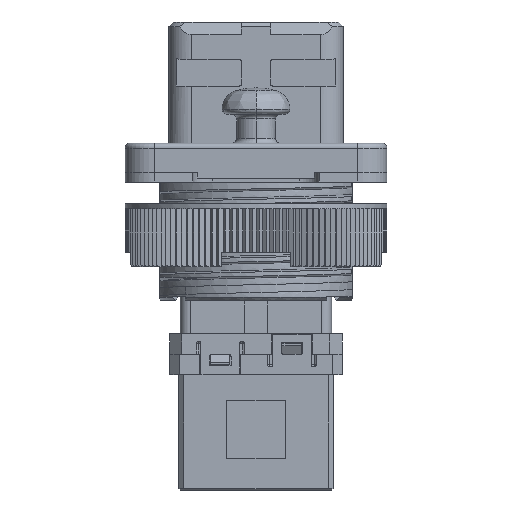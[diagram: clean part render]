
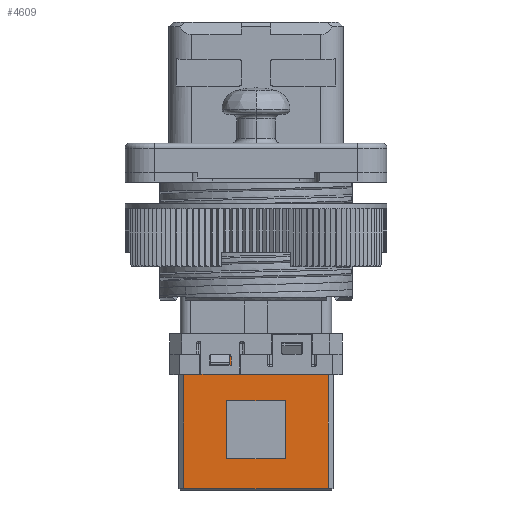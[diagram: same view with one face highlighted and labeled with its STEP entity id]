
A CAD part, left-side view. The second image highlights one B-rep face of the part: STEP entity #4609.
In plain terms, the highlighted planar face has unit normal (-1, 0, 0).
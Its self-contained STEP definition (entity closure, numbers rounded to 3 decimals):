
#4500=AXIS2_PLACEMENT_3D('Plane Axis2P3D',#4497,#4498,#4499) ;
#3305=CARTESIAN_POINT('Vertex',(11.55,19.3,14.)) ;
#3308=CARTESIAN_POINT('Line Origine',(11.55,18.75,14.)) ;
#3312=CARTESIAN_POINT('Vertex',(11.55,18.2,14.)) ;
#3333=CARTESIAN_POINT('Vertex',(11.55,16.2,14.)) ;
#3336=CARTESIAN_POINT('Line Origine',(11.55,15.65,14.)) ;
#3340=CARTESIAN_POINT('Vertex',(11.55,15.1,14.)) ;
#4482=CARTESIAN_POINT('Vertex',(11.55,19.3,11.9)) ;
#4485=CARTESIAN_POINT('Line Origine',(11.55,19.3,12.95)) ;
#4497=CARTESIAN_POINT('Axis2P3D Location',(11.55,21.45,0.)) ;
#4502=CARTESIAN_POINT('Line Origine',(11.55,20.95,6.025)) ;
#4506=CARTESIAN_POINT('Vertex',(11.55,20.95,11.9)) ;
#4508=CARTESIAN_POINT('Vertex',(11.55,20.95,0.15)) ;
#4511=CARTESIAN_POINT('Line Origine',(11.55,13.5,0.15)) ;
#4515=CARTESIAN_POINT('Vertex',(11.55,6.05,0.15)) ;
#4518=CARTESIAN_POINT('Line Origine',(11.55,6.05,6.025)) ;
#4522=CARTESIAN_POINT('Vertex',(11.55,6.05,11.9)) ;
#4525=CARTESIAN_POINT('Line Origine',(11.55,10.575,11.9)) ;
#4529=CARTESIAN_POINT('Vertex',(11.55,15.1,11.9)) ;
#4532=CARTESIAN_POINT('Line Origine',(11.55,15.1,12.95)) ;
#4537=CARTESIAN_POINT('Line Origine',(11.55,16.2,13.45)) ;
#4541=CARTESIAN_POINT('Vertex',(11.55,16.2,12.9)) ;
#4544=CARTESIAN_POINT('Line Origine',(11.55,17.2,12.9)) ;
#4548=CARTESIAN_POINT('Vertex',(11.55,18.2,12.9)) ;
#4551=CARTESIAN_POINT('Line Origine',(11.55,18.2,13.45)) ;
#4556=CARTESIAN_POINT('Line Origine',(11.55,20.125,11.9)) ;
#4575=CARTESIAN_POINT('Line Origine',(11.55,10.5,6.2)) ;
#4579=CARTESIAN_POINT('Vertex',(11.55,10.5,3.2)) ;
#4581=CARTESIAN_POINT('Vertex',(11.55,10.5,9.2)) ;
#4584=CARTESIAN_POINT('Line Origine',(11.55,13.5,3.2)) ;
#4588=CARTESIAN_POINT('Vertex',(11.55,16.5,3.2)) ;
#4591=CARTESIAN_POINT('Line Origine',(11.55,16.5,6.2)) ;
#4595=CARTESIAN_POINT('Vertex',(11.55,16.5,9.2)) ;
#4598=CARTESIAN_POINT('Line Origine',(11.55,13.5,9.2)) ;
#3309=DIRECTION('Vector Direction',(0.,1.,0.)) ;
#3337=DIRECTION('Vector Direction',(0.,1.,0.)) ;
#4486=DIRECTION('Vector Direction',(0.,0.,-1.)) ;
#4498=DIRECTION('Axis2P3D Direction',(1.,0.,0.)) ;
#4499=DIRECTION('Axis2P3D XDirection',(0.,-1.,0.)) ;
#4503=DIRECTION('Vector Direction',(0.,0.,-1.)) ;
#4512=DIRECTION('Vector Direction',(0.,-1.,0.)) ;
#4519=DIRECTION('Vector Direction',(0.,0.,1.)) ;
#4526=DIRECTION('Vector Direction',(0.,1.,0.)) ;
#4533=DIRECTION('Vector Direction',(0.,0.,1.)) ;
#4538=DIRECTION('Vector Direction',(0.,0.,-1.)) ;
#4545=DIRECTION('Vector Direction',(0.,1.,0.)) ;
#4552=DIRECTION('Vector Direction',(0.,0.,1.)) ;
#4557=DIRECTION('Vector Direction',(0.,1.,0.)) ;
#4576=DIRECTION('Vector Direction',(0.,0.,1.)) ;
#4585=DIRECTION('Vector Direction',(0.,-1.,0.)) ;
#4592=DIRECTION('Vector Direction',(0.,0.,-1.)) ;
#4599=DIRECTION('Vector Direction',(0.,1.,0.)) ;
#3310=VECTOR('Line Direction',#3309,1.) ;
#3338=VECTOR('Line Direction',#3337,1.) ;
#4487=VECTOR('Line Direction',#4486,1.) ;
#4504=VECTOR('Line Direction',#4503,1.) ;
#4513=VECTOR('Line Direction',#4512,1.) ;
#4520=VECTOR('Line Direction',#4519,1.) ;
#4527=VECTOR('Line Direction',#4526,1.) ;
#4534=VECTOR('Line Direction',#4533,1.) ;
#4539=VECTOR('Line Direction',#4538,1.) ;
#4546=VECTOR('Line Direction',#4545,1.) ;
#4553=VECTOR('Line Direction',#4552,1.) ;
#4558=VECTOR('Line Direction',#4557,1.) ;
#4577=VECTOR('Line Direction',#4576,1.) ;
#4586=VECTOR('Line Direction',#4585,1.) ;
#4593=VECTOR('Line Direction',#4592,1.) ;
#4600=VECTOR('Line Direction',#4599,1.) ;
#4562=ORIENTED_EDGE('',*,*,#4510,.T.) ;
#4563=ORIENTED_EDGE('',*,*,#4517,.T.) ;
#4564=ORIENTED_EDGE('',*,*,#4524,.T.) ;
#4565=ORIENTED_EDGE('',*,*,#4531,.T.) ;
#4566=ORIENTED_EDGE('',*,*,#4536,.T.) ;
#4567=ORIENTED_EDGE('',*,*,#3342,.T.) ;
#4568=ORIENTED_EDGE('',*,*,#4543,.T.) ;
#4569=ORIENTED_EDGE('',*,*,#4550,.T.) ;
#4570=ORIENTED_EDGE('',*,*,#4555,.T.) ;
#4571=ORIENTED_EDGE('',*,*,#3314,.T.) ;
#4572=ORIENTED_EDGE('',*,*,#4489,.T.) ;
#4573=ORIENTED_EDGE('',*,*,#4560,.T.) ;
#4604=ORIENTED_EDGE('',*,*,#4583,.F.) ;
#4605=ORIENTED_EDGE('',*,*,#4590,.F.) ;
#4606=ORIENTED_EDGE('',*,*,#4597,.F.) ;
#4607=ORIENTED_EDGE('',*,*,#4602,.F.) ;
#4608=FACE_BOUND('',#4603,.T.) ;
#4609=ADVANCED_FACE('Hauptk\X2\00F6\X0\rper',(#4574,#4608),#4501,.F.) ;
#3314=EDGE_CURVE('',#3313,#3306,#3311,.T.) ;
#3342=EDGE_CURVE('',#3341,#3334,#3339,.T.) ;
#4489=EDGE_CURVE('',#3306,#4483,#4488,.T.) ;
#4510=EDGE_CURVE('',#4507,#4509,#4505,.T.) ;
#4517=EDGE_CURVE('',#4509,#4516,#4514,.T.) ;
#4524=EDGE_CURVE('',#4516,#4523,#4521,.T.) ;
#4531=EDGE_CURVE('',#4523,#4530,#4528,.T.) ;
#4536=EDGE_CURVE('',#4530,#3341,#4535,.T.) ;
#4543=EDGE_CURVE('',#3334,#4542,#4540,.T.) ;
#4550=EDGE_CURVE('',#4542,#4549,#4547,.T.) ;
#4555=EDGE_CURVE('',#4549,#3313,#4554,.T.) ;
#4560=EDGE_CURVE('',#4483,#4507,#4559,.T.) ;
#4583=EDGE_CURVE('',#4580,#4582,#4578,.T.) ;
#4590=EDGE_CURVE('',#4589,#4580,#4587,.T.) ;
#4597=EDGE_CURVE('',#4596,#4589,#4594,.T.) ;
#4602=EDGE_CURVE('',#4582,#4596,#4601,.T.) ;
#4561=EDGE_LOOP('',(#4562,#4563,#4564,#4565,#4566,#4567,#4568,#4569,#4570,#4571,#4572,#4573)) ;
#4603=EDGE_LOOP('',(#4604,#4605,#4606,#4607)) ;
#4574=FACE_OUTER_BOUND('',#4561,.T.) ;
#3311=LINE('Line',#3308,#3310) ;
#3339=LINE('Line',#3336,#3338) ;
#4488=LINE('Line',#4485,#4487) ;
#4505=LINE('Line',#4502,#4504) ;
#4514=LINE('Line',#4511,#4513) ;
#4521=LINE('Line',#4518,#4520) ;
#4528=LINE('Line',#4525,#4527) ;
#4535=LINE('Line',#4532,#4534) ;
#4540=LINE('Line',#4537,#4539) ;
#4547=LINE('Line',#4544,#4546) ;
#4554=LINE('Line',#4551,#4553) ;
#4559=LINE('Line',#4556,#4558) ;
#4578=LINE('Line',#4575,#4577) ;
#4587=LINE('Line',#4584,#4586) ;
#4594=LINE('Line',#4591,#4593) ;
#4601=LINE('Line',#4598,#4600) ;
#4501=PLANE('',#4500) ;
#3306=VERTEX_POINT('',#3305) ;
#3313=VERTEX_POINT('',#3312) ;
#3334=VERTEX_POINT('',#3333) ;
#3341=VERTEX_POINT('',#3340) ;
#4483=VERTEX_POINT('',#4482) ;
#4507=VERTEX_POINT('',#4506) ;
#4509=VERTEX_POINT('',#4508) ;
#4516=VERTEX_POINT('',#4515) ;
#4523=VERTEX_POINT('',#4522) ;
#4530=VERTEX_POINT('',#4529) ;
#4542=VERTEX_POINT('',#4541) ;
#4549=VERTEX_POINT('',#4548) ;
#4580=VERTEX_POINT('',#4579) ;
#4582=VERTEX_POINT('',#4581) ;
#4589=VERTEX_POINT('',#4588) ;
#4596=VERTEX_POINT('',#4595) ;
